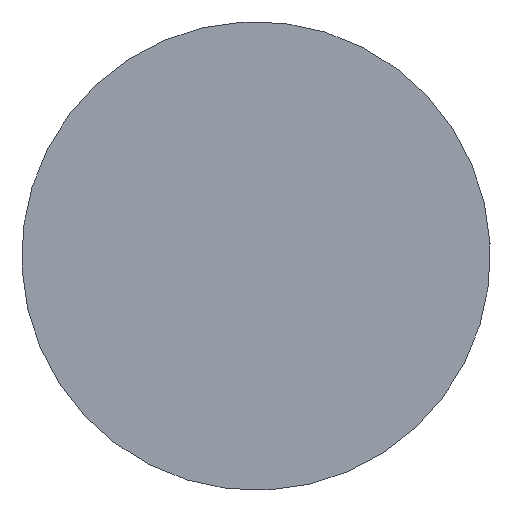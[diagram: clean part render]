
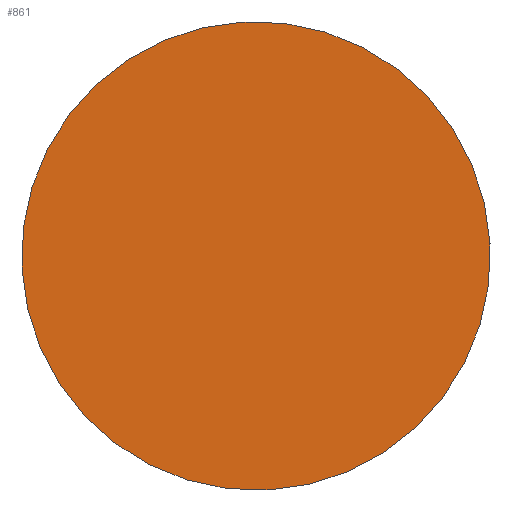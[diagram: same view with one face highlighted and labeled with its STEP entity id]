
A CAD part, front view. The second image highlights one B-rep face of the part: STEP entity #861.
In plain terms, the highlighted planar face has unit normal (0, -1, 0).
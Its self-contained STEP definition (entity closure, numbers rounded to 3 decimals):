
#136=FACE_OUTER_BOUND('',#184,.T.);
#184=EDGE_LOOP('',(#648,#649));
#277=CIRCLE('',#987,15.);
#278=CIRCLE('',#988,15.);
#356=VERTEX_POINT('',#1468);
#357=VERTEX_POINT('',#1469);
#460=EDGE_CURVE('',#356,#357,#277,.T.);
#461=EDGE_CURVE('',#357,#356,#278,.T.);
#648=ORIENTED_EDGE('',*,*,#460,.T.);
#649=ORIENTED_EDGE('',*,*,#461,.T.);
#785=PLANE('',#989);
#861=ADVANCED_FACE('',(#136),#785,.T.);
#987=AXIS2_PLACEMENT_3D('',#1470,#1205,#1206);
#988=AXIS2_PLACEMENT_3D('',#1471,#1207,#1208);
#989=AXIS2_PLACEMENT_3D('',#1473,#1210,#1211);
#1205=DIRECTION('center_axis',(0.,-1.,0.));
#1206=DIRECTION('ref_axis',(-0.999,0.,-0.051));
#1207=DIRECTION('center_axis',(0.,-1.,0.));
#1208=DIRECTION('ref_axis',(-0.999,0.,-0.051));
#1210=DIRECTION('center_axis',(0.,-1.,0.));
#1211=DIRECTION('ref_axis',(0.051,0.,-0.999));
#1468=CARTESIAN_POINT('',(-14.98,-22.,-0.77));
#1469=CARTESIAN_POINT('',(14.98,-22.,0.77));
#1470=CARTESIAN_POINT('Origin',(0.,-22.,
0.));
#1471=CARTESIAN_POINT('Origin',(0.,-22.,
0.));
#1473=CARTESIAN_POINT('Origin',(-7.49,-22.,-0.385));
